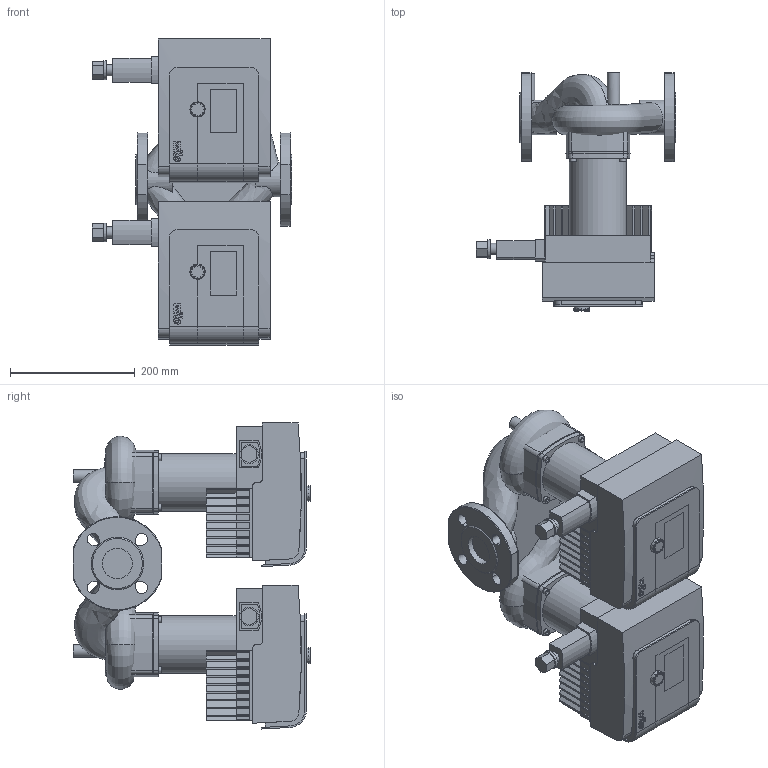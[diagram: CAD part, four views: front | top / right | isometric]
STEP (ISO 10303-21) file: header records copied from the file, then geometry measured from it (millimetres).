
FILE_DESCRIPTION(/* description */ (''),/* implementation_level */ '2;1');
FILE_NAME(/* name */ '3d_StratosMAXO-D40_0_5-12PN6_10-2164650.stp',/* time_stamp */ '2017-09-25T15:05:39+02:00',/* author */ ('Andrzej'),/* organization */ (''),/* preprocessor_version */ 'ST-DEVELOPER v16.13',/* originating_system */ 'AutoCAD Mechanical',/* authorisation */ '');
FILE_SCHEMA (('AUTOMOTIVE_DESIGN { 1 0 10303 214 3 1 1 }'));
Length unit declared in the file: millimetre
Products named in the file (1): Product
Bounding box: 320 x 381 x 490 mm (x, y, z)
Volume: 15009384.6 mm3; surface area: 1520696.5 mm2
Topology: 29 solids, 29 shells, 1453 faces, 3735 edges, 2309 vertices
Faces by surface type: plane 761, cylinder 423, sphere 112, torus 80, bspline 59, cone 18
Full cylindrical faces by diameter (mm): 10 x11, 18 x3, 20 x2, 24 x2, 30 x2, 48.3 x2, 55.545 x2, 92 x2
Entity records: 74396 total; most frequent: CARTESIAN_POINT 39377, ORIENTED_EDGE 7264, DIRECTION 7245, EDGE_CURVE 3632, AXIS2_PLACEMENT_3D 2438, LINE 2369, VECTOR 2369, VERTEX_POINT 2298
